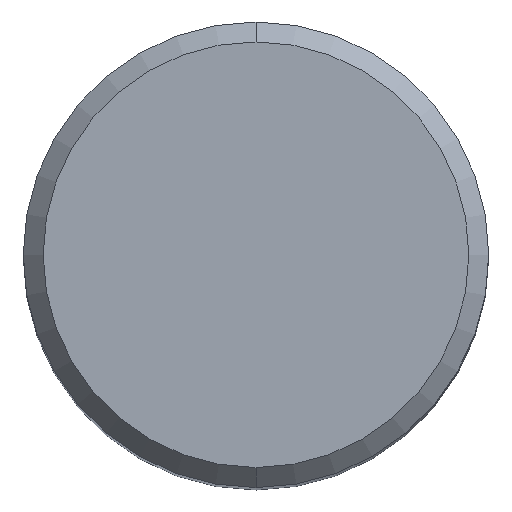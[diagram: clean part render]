
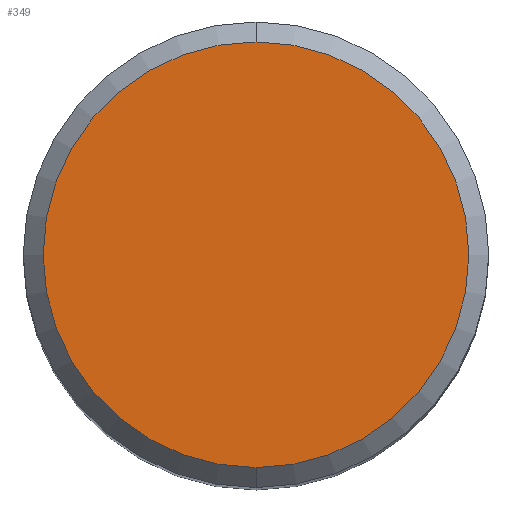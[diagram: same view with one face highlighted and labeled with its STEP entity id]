
A CAD part, top view. The second image highlights one B-rep face of the part: STEP entity #349.
In plain terms, the highlighted planar face has unit normal (0, 0, 1).
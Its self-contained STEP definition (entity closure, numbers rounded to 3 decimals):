
#197=VERTEX_POINT('',#498);
#283=VERTEX_POINT('',#594);
#349=ADVANCED_FACE('',(#665),#666,.T.);
#357=EDGE_CURVE('',#197,#283,#674,.T.);
#377=EDGE_CURVE('',#283,#197,#697,.T.);
#498=CARTESIAN_POINT('',(0.,-6.4,0.0));
#594=CARTESIAN_POINT('',(0.0,6.4,0.0));
#665=FACE_OUTER_BOUND('',#1217,.T.);
#666=PLANE('',#1218);
#674=CIRCLE('',#1229,6.4);
#697=CIRCLE('',#1268,6.4);
#1217=EDGE_LOOP('',(#1690,#1691));
#1218=AXIS2_PLACEMENT_3D('',#1692,#1693,#1694);
#1229=AXIS2_PLACEMENT_3D('',#1701,#1702,#1703);
#1268=AXIS2_PLACEMENT_3D('',#1734,#1735,#1736);
#1690=ORIENTED_EDGE('',*,*,#377,.F.);
#1691=ORIENTED_EDGE('',*,*,#357,.F.);
#1692=CARTESIAN_POINT('',(0.0,3.2,0.0));
#1693=DIRECTION('',(-0.0,0.0,1.0));
#1694=DIRECTION('',(0.0,-1.0,0.0));
#1701=CARTESIAN_POINT('',(0.0,0.0,0.0));
#1702=DIRECTION('',(0.0,0.0,-1.0));
#1703=DIRECTION('',(0.0,1.0,0.0));
#1734=CARTESIAN_POINT('',(0.0,0.0,0.0));
#1735=DIRECTION('',(0.0,0.0,-1.0));
#1736=DIRECTION('',(0.0,1.0,0.0));
